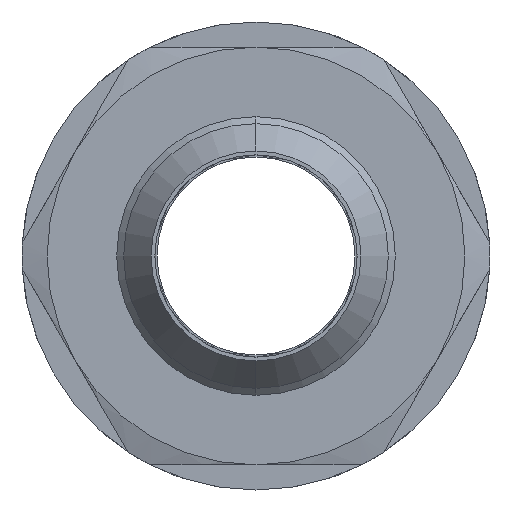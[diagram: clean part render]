
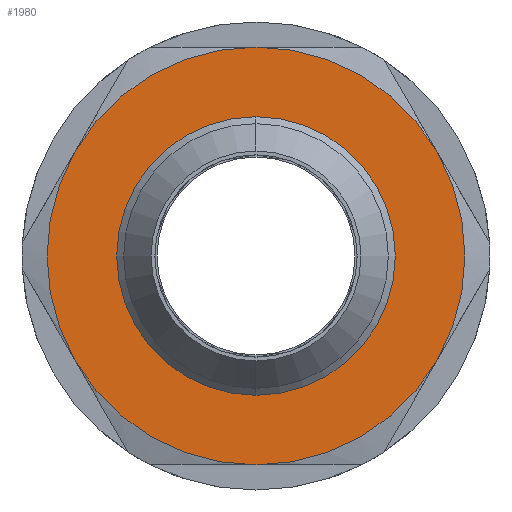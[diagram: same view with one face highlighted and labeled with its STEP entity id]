
A CAD part, left-side view. The second image highlights one B-rep face of the part: STEP entity #1980.
In plain terms, the highlighted planar face has unit normal (-1, 0, 0).
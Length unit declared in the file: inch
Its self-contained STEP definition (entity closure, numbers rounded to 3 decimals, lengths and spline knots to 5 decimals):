
#6 = DIRECTION ( 'NONE',  ( 0., 0., 1. ) ) ;
#21 = PLANE ( 'NONE',  #120 ) ;
#109 = ORIENTED_EDGE ( 'NONE', *, *, #1929, .T. ) ;
#120 = AXIS2_PLACEMENT_3D ( 'NONE', #1648, #2112, #475 ) ;
#242 = DIRECTION ( 'NONE',  ( -1., 0., 0. ) ) ;
#243 = CARTESIAN_POINT ( 'NONE',  ( 1.333, 0., 0. ) ) ;
#256 = VERTEX_POINT ( 'NONE', #2946 ) ;
#279 = CARTESIAN_POINT ( 'NONE',  ( 1.333, 0., -1.875 ) ) ;
#294 = CIRCLE ( 'NONE', #2342, 1.875 ) ;
#307 = AXIS2_PLACEMENT_3D ( 'NONE', #746, #242, #964 ) ;
#335 = DIRECTION ( 'NONE',  ( -1., 0., 0. ) ) ;
#345 = VERTEX_POINT ( 'NONE', #2212 ) ;
#379 = DIRECTION ( 'NONE',  ( -1., 0., 0. ) ) ;
#418 = EDGE_CURVE ( 'NONE', #1908, #2314, #2104, .T. ) ;
#427 = CARTESIAN_POINT ( 'NONE',  ( 1.333, 0., -1.2225 ) ) ;
#444 = VERTEX_POINT ( 'NONE', #1311 ) ;
#475 = DIRECTION ( 'NONE',  ( 0., 0., -1. ) ) ;
#525 = DIRECTION ( 'NONE',  ( 0., 0., 1. ) ) ;
#640 = CARTESIAN_POINT ( 'NONE',  ( 1.333, -1.6238, 0.9375 ) ) ;
#663 = VERTEX_POINT ( 'NONE', #640 ) ;
#729 = ORIENTED_EDGE ( 'NONE', *, *, #1108, .T. ) ;
#744 = EDGE_CURVE ( 'NONE', #2314, #1908, #1661, .T. ) ;
#746 = CARTESIAN_POINT ( 'NONE',  ( 1.333, 0., 0. ) ) ;
#801 = VERTEX_POINT ( 'NONE', #279 ) ;
#821 = CARTESIAN_POINT ( 'NONE',  ( 1.333, 0., 0. ) ) ;
#823 = CARTESIAN_POINT ( 'NONE',  ( 1.333, 0., 0. ) ) ;
#863 = EDGE_LOOP ( 'NONE', ( #109, #1982, #2125, #3024, #1878, #729 ) ) ;
#906 = EDGE_CURVE ( 'NONE', #801, #345, #3052, .T. ) ;
#919 = CIRCLE ( 'NONE', #1969, 1.875 ) ;
#964 = DIRECTION ( 'NONE',  ( 0., 0., 1. ) ) ;
#982 = DIRECTION ( 'NONE',  ( -1., 0., 0. ) ) ;
#1108 = EDGE_CURVE ( 'NONE', #663, #1627, #294, .T. ) ;
#1119 = CARTESIAN_POINT ( 'NONE',  ( 1.333, 0., 1.2225 ) ) ;
#1164 = FACE_BOUND ( 'NONE', #1407, .T. ) ;
#1175 = DIRECTION ( 'NONE',  ( -1., 0., 0. ) ) ;
#1208 = EDGE_CURVE ( 'NONE', #256, #444, #2864, .T. ) ;
#1271 = CIRCLE ( 'NONE', #2720, 1.875 ) ;
#1311 = CARTESIAN_POINT ( 'NONE',  ( 1.333, 1.6238, -0.9375 ) ) ;
#1407 = EDGE_LOOP ( 'NONE', ( #1599, #2110 ) ) ;
#1589 = EDGE_CURVE ( 'NONE', #444, #801, #1271, .T. ) ;
#1599 = ORIENTED_EDGE ( 'NONE', *, *, #744, .F. ) ;
#1627 = VERTEX_POINT ( 'NONE', #1767 ) ;
#1636 = FACE_OUTER_BOUND ( 'NONE', #863, .T. ) ;
#1648 = CARTESIAN_POINT ( 'NONE',  ( 1.333, 1.875, 0. ) ) ;
#1661 = CIRCLE ( 'NONE', #1681, 1.2225 ) ;
#1680 = EDGE_CURVE ( 'NONE', #345, #663, #919, .T. ) ;
#1681 = AXIS2_PLACEMENT_3D ( 'NONE', #243, #982, #525 ) ;
#1708 = DIRECTION ( 'NONE',  ( 0., 0., 1. ) ) ;
#1767 = CARTESIAN_POINT ( 'NONE',  ( 1.333, 0., 1.875 ) ) ;
#1772 = DIRECTION ( 'NONE',  ( 0., 0., 1. ) ) ;
#1784 = DIRECTION ( 'NONE',  ( -1., 0., 0. ) ) ;
#1878 = ORIENTED_EDGE ( 'NONE', *, *, #1680, .T. ) ;
#1888 = CIRCLE ( 'NONE', #307, 1.875 ) ;
#1905 = CARTESIAN_POINT ( 'NONE',  ( 1.333, 0., 0. ) ) ;
#1908 = VERTEX_POINT ( 'NONE', #427 ) ;
#1929 = EDGE_CURVE ( 'NONE', #1627, #256, #1888, .T. ) ;
#1964 = DIRECTION ( 'NONE',  ( 0., 0., 1. ) ) ;
#1969 = AXIS2_PLACEMENT_3D ( 'NONE', #2909, #379, #2221 ) ;
#1980 = ADVANCED_FACE ( 'NONE', ( #1164, #1636 ), #21, .F. ) ;
#1982 = ORIENTED_EDGE ( 'NONE', *, *, #1208, .T. ) ;
#2027 = AXIS2_PLACEMENT_3D ( 'NONE', #2900, #2889, #1708 ) ;
#2104 = CIRCLE ( 'NONE', #2368, 1.2225 ) ;
#2110 = ORIENTED_EDGE ( 'NONE', *, *, #418, .F. ) ;
#2112 = DIRECTION ( 'NONE',  ( 1., 0., 0. ) ) ;
#2125 = ORIENTED_EDGE ( 'NONE', *, *, #1589, .T. ) ;
#2208 = AXIS2_PLACEMENT_3D ( 'NONE', #821, #335, #2449 ) ;
#2212 = CARTESIAN_POINT ( 'NONE',  ( 1.333, -1.6238, -0.9375 ) ) ;
#2221 = DIRECTION ( 'NONE',  ( 0., 0., 1. ) ) ;
#2285 = CARTESIAN_POINT ( 'NONE',  ( 1.333, 0., 0. ) ) ;
#2314 = VERTEX_POINT ( 'NONE', #1119 ) ;
#2342 = AXIS2_PLACEMENT_3D ( 'NONE', #1905, #1175, #6 ) ;
#2368 = AXIS2_PLACEMENT_3D ( 'NONE', #2285, #1784, #1772 ) ;
#2449 = DIRECTION ( 'NONE',  ( 0., 0., 1. ) ) ;
#2712 = DIRECTION ( 'NONE',  ( -1., 0., 0. ) ) ;
#2720 = AXIS2_PLACEMENT_3D ( 'NONE', #823, #2712, #1964 ) ;
#2864 = CIRCLE ( 'NONE', #2027, 1.875 ) ;
#2889 = DIRECTION ( 'NONE',  ( -1., 0., 0. ) ) ;
#2900 = CARTESIAN_POINT ( 'NONE',  ( 1.333, 0., 0. ) ) ;
#2909 = CARTESIAN_POINT ( 'NONE',  ( 1.333, 0., 0. ) ) ;
#2946 = CARTESIAN_POINT ( 'NONE',  ( 1.333, 1.6238, 0.9375 ) ) ;
#3024 = ORIENTED_EDGE ( 'NONE', *, *, #906, .T. ) ;
#3052 = CIRCLE ( 'NONE', #2208, 1.875 ) ;
